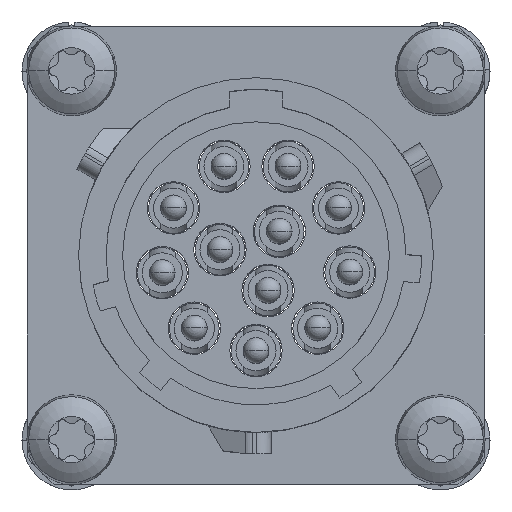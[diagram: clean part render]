
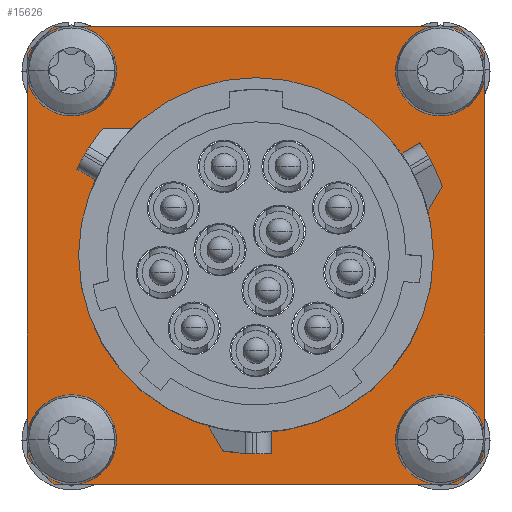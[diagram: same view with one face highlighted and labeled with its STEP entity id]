
A CAD part, top view. The second image highlights one B-rep face of the part: STEP entity #15626.
In plain terms, the highlighted planar face has unit normal (0, 0, 1).
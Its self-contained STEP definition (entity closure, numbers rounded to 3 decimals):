
#13965=CARTESIAN_POINT('',(-9.955,11.505,21.6));
#13966=VERTEX_POINT('',#13965);
#13982=CARTESIAN_POINT('',(-13.055,11.505,21.6));
#13983=VERTEX_POINT('',#13982);
#13990=CARTESIAN_POINT('',(-11.505,11.505,21.6));
#13991=DIRECTION('',(0.0,0.0,1.0));
#13992=DIRECTION('',(-1.0,0.0,0.0));
#13993=AXIS2_PLACEMENT_3D('',#13990,#13991,#13992);
#13994=CIRCLE('',#13993,1.55);
#13995=EDGE_CURVE('',#13983,#13966,#13994,.T.);
#14007=CARTESIAN_POINT('',(-9.955,-11.505,21.6));
#14008=VERTEX_POINT('',#14007);
#14024=CARTESIAN_POINT('',(-13.055,-11.505,21.6));
#14025=VERTEX_POINT('',#14024);
#14032=CARTESIAN_POINT('',(-11.505,-11.505,21.6));
#14033=DIRECTION('',(0.0,0.0,1.0));
#14034=DIRECTION('',(-1.0,0.0,0.0));
#14035=AXIS2_PLACEMENT_3D('',#14032,#14033,#14034);
#14036=CIRCLE('',#14035,1.55);
#14037=EDGE_CURVE('',#14025,#14008,#14036,.T.);
#14049=CARTESIAN_POINT('',(13.055,-11.505,21.6));
#14050=VERTEX_POINT('',#14049);
#14066=CARTESIAN_POINT('',(9.955,-11.505,21.6));
#14067=VERTEX_POINT('',#14066);
#14074=CARTESIAN_POINT('',(11.505,-11.505,21.6));
#14075=DIRECTION('',(0.0,0.0,1.0));
#14076=DIRECTION('',(-1.0,0.0,0.0));
#14077=AXIS2_PLACEMENT_3D('',#14074,#14075,#14076);
#14078=CIRCLE('',#14077,1.55);
#14079=EDGE_CURVE('',#14067,#14050,#14078,.T.);
#14091=CARTESIAN_POINT('',(13.055,11.505,21.6));
#14092=VERTEX_POINT('',#14091);
#14108=CARTESIAN_POINT('',(9.955,11.505,21.6));
#14109=VERTEX_POINT('',#14108);
#14116=CARTESIAN_POINT('',(11.505,11.505,21.6));
#14117=DIRECTION('',(0.0,0.0,1.0));
#14118=DIRECTION('',(-1.0,0.0,0.0));
#14119=AXIS2_PLACEMENT_3D('',#14116,#14117,#14118);
#14120=CIRCLE('',#14119,1.55);
#14121=EDGE_CURVE('',#14109,#14092,#14120,.T.);
#14494=CARTESIAN_POINT('',(-11.07,0.0,21.6));
#14495=VERTEX_POINT('',#14494);
#14504=CARTESIAN_POINT('',(11.07,0.0,21.6));
#14505=VERTEX_POINT('',#14504);
#14506=CARTESIAN_POINT('',(0.0,0.0,21.6));
#14507=DIRECTION('',(0.0,0.0,-1.0));
#14508=DIRECTION('',(1.0,0.0,0.0));
#14509=AXIS2_PLACEMENT_3D('',#14506,#14507,#14508);
#14510=CIRCLE('',#14509,11.07);
#14511=EDGE_CURVE('',#14505,#14495,#14510,.T.);
#15077=CARTESIAN_POINT('',(0.0,0.0,21.6));
#15078=DIRECTION('',(0.0,0.0,-1.0));
#15079=DIRECTION('',(1.0,0.0,0.0));
#15080=AXIS2_PLACEMENT_3D('',#15077,#15078,#15079);
#15081=CIRCLE('',#15080,11.07);
#15082=EDGE_CURVE('',#14495,#14505,#15081,.T.);
#15507=CARTESIAN_POINT('',(15.714,-15.714,21.6));
#15508=DIRECTION('',(0.0,0.0,-1.0));
#15509=DIRECTION('',(-1.0,0.0,0.0));
#15510=AXIS2_PLACEMENT_3D('',#15507,#15508,#15509);
#15511=PLANE('',#15510);
#15512=CARTESIAN_POINT('',(-14.285,12.603,21.6));
#15513=VERTEX_POINT('',#15512);
#15514=CARTESIAN_POINT('',(-12.603,14.285,21.6));
#15515=VERTEX_POINT('',#15514);
#15516=CARTESIAN_POINT('',(0.0,0.0,21.6));
#15517=DIRECTION('',(0.0,0.0,-1.0));
#15518=DIRECTION('',(-0.75,0.662,0.0));
#15519=AXIS2_PLACEMENT_3D('',#15516,#15517,#15518);
#15520=CIRCLE('',#15519,19.05);
#15521=EDGE_CURVE('',#15513,#15515,#15520,.T.);
#15522=ORIENTED_EDGE('',*,*,#15521,.F.);
#15523=CARTESIAN_POINT('',(-14.285,-12.603,21.6));
#15524=VERTEX_POINT('',#15523);
#15525=CARTESIAN_POINT('',(-14.285,-12.603,21.6));
#15526=DIRECTION('',(0.0,1.0,0.0));
#15527=VECTOR('',#15526,25.206);
#15528=LINE('',#15525,#15527);
#15529=EDGE_CURVE('',#15524,#15513,#15528,.T.);
#15530=ORIENTED_EDGE('',*,*,#15529,.F.);
#15531=CARTESIAN_POINT('',(-12.603,-14.285,21.6));
#15532=VERTEX_POINT('',#15531);
#15533=CARTESIAN_POINT('',(0.0,0.0,21.6));
#15534=DIRECTION('',(0.0,0.0,-1.0));
#15535=DIRECTION('',(-0.662,-0.75,0.0));
#15536=AXIS2_PLACEMENT_3D('',#15533,#15534,#15535);
#15537=CIRCLE('',#15536,19.05);
#15538=EDGE_CURVE('',#15532,#15524,#15537,.T.);
#15539=ORIENTED_EDGE('',*,*,#15538,.F.);
#15540=CARTESIAN_POINT('',(12.603,-14.285,21.6));
#15541=VERTEX_POINT('',#15540);
#15542=CARTESIAN_POINT('',(12.603,-14.285,21.6));
#15543=DIRECTION('',(-1.0,0.0,0.0));
#15544=VECTOR('',#15543,25.206);
#15545=LINE('',#15542,#15544);
#15546=EDGE_CURVE('',#15541,#15532,#15545,.T.);
#15547=ORIENTED_EDGE('',*,*,#15546,.F.);
#15548=CARTESIAN_POINT('',(14.285,-12.603,21.6));
#15549=VERTEX_POINT('',#15548);
#15550=CARTESIAN_POINT('',(0.0,0.0,21.6));
#15551=DIRECTION('',(0.0,0.0,-1.0));
#15552=DIRECTION('',(0.75,-0.662,0.0));
#15553=AXIS2_PLACEMENT_3D('',#15550,#15551,#15552);
#15554=CIRCLE('',#15553,19.05);
#15555=EDGE_CURVE('',#15549,#15541,#15554,.T.);
#15556=ORIENTED_EDGE('',*,*,#15555,.F.);
#15557=CARTESIAN_POINT('',(14.285,12.603,21.6));
#15558=VERTEX_POINT('',#15557);
#15559=CARTESIAN_POINT('',(14.285,12.603,21.6));
#15560=DIRECTION('',(0.0,-1.0,0.0));
#15561=VECTOR('',#15560,25.206);
#15562=LINE('',#15559,#15561);
#15563=EDGE_CURVE('',#15558,#15549,#15562,.T.);
#15564=ORIENTED_EDGE('',*,*,#15563,.F.);
#15565=CARTESIAN_POINT('',(12.603,14.285,21.6));
#15566=VERTEX_POINT('',#15565);
#15567=CARTESIAN_POINT('',(0.0,0.0,21.6));
#15568=DIRECTION('',(0.0,0.0,-1.0));
#15569=DIRECTION('',(0.662,0.75,0.0));
#15570=AXIS2_PLACEMENT_3D('',#15567,#15568,#15569);
#15571=CIRCLE('',#15570,19.05);
#15572=EDGE_CURVE('',#15566,#15558,#15571,.T.);
#15573=ORIENTED_EDGE('',*,*,#15572,.F.);
#15574=CARTESIAN_POINT('',(-12.603,14.285,21.6));
#15575=DIRECTION('',(1.0,0.0,0.0));
#15576=VECTOR('',#15575,25.206);
#15577=LINE('',#15574,#15576);
#15578=EDGE_CURVE('',#15515,#15566,#15577,.T.);
#15579=ORIENTED_EDGE('',*,*,#15578,.F.);
#15580=EDGE_LOOP('',(#15522,#15530,#15539,#15547,#15556,#15564,#15573,#15579));
#15581=FACE_OUTER_BOUND('',#15580,.T.);
#15582=ORIENTED_EDGE('',*,*,#14511,.T.);
#15583=ORIENTED_EDGE('',*,*,#15082,.T.);
#15584=EDGE_LOOP('',(#15582,#15583));
#15585=FACE_BOUND('',#15584,.T.);
#15586=ORIENTED_EDGE('',*,*,#14121,.F.);
#15587=CARTESIAN_POINT('',(11.505,11.505,21.6));
#15588=DIRECTION('',(0.0,0.0,1.0));
#15589=DIRECTION('',(-1.0,0.0,0.0));
#15590=AXIS2_PLACEMENT_3D('',#15587,#15588,#15589);
#15591=CIRCLE('',#15590,1.55);
#15592=EDGE_CURVE('',#14092,#14109,#15591,.T.);
#15593=ORIENTED_EDGE('',*,*,#15592,.F.);
#15594=EDGE_LOOP('',(#15586,#15593));
#15595=FACE_BOUND('',#15594,.T.);
#15596=ORIENTED_EDGE('',*,*,#14079,.F.);
#15597=CARTESIAN_POINT('',(11.505,-11.505,21.6));
#15598=DIRECTION('',(0.0,0.0,1.0));
#15599=DIRECTION('',(-1.0,0.0,0.0));
#15600=AXIS2_PLACEMENT_3D('',#15597,#15598,#15599);
#15601=CIRCLE('',#15600,1.55);
#15602=EDGE_CURVE('',#14050,#14067,#15601,.T.);
#15603=ORIENTED_EDGE('',*,*,#15602,.F.);
#15604=EDGE_LOOP('',(#15596,#15603));
#15605=FACE_BOUND('',#15604,.T.);
#15606=ORIENTED_EDGE('',*,*,#14037,.F.);
#15607=CARTESIAN_POINT('',(-11.505,-11.505,21.6));
#15608=DIRECTION('',(0.0,0.0,1.0));
#15609=DIRECTION('',(-1.0,0.0,0.0));
#15610=AXIS2_PLACEMENT_3D('',#15607,#15608,#15609);
#15611=CIRCLE('',#15610,1.55);
#15612=EDGE_CURVE('',#14008,#14025,#15611,.T.);
#15613=ORIENTED_EDGE('',*,*,#15612,.F.);
#15614=EDGE_LOOP('',(#15606,#15613));
#15615=FACE_BOUND('',#15614,.T.);
#15616=ORIENTED_EDGE('',*,*,#13995,.F.);
#15617=CARTESIAN_POINT('',(-11.505,11.505,21.6));
#15618=DIRECTION('',(0.0,0.0,1.0));
#15619=DIRECTION('',(-1.0,0.0,0.0));
#15620=AXIS2_PLACEMENT_3D('',#15617,#15618,#15619);
#15621=CIRCLE('',#15620,1.55);
#15622=EDGE_CURVE('',#13966,#13983,#15621,.T.);
#15623=ORIENTED_EDGE('',*,*,#15622,.F.);
#15624=EDGE_LOOP('',(#15616,#15623));
#15625=FACE_BOUND('',#15624,.T.);
#15626=ADVANCED_FACE('',(#15581,#15585,#15595,#15605,#15615,#15625),#15511,.F.);
